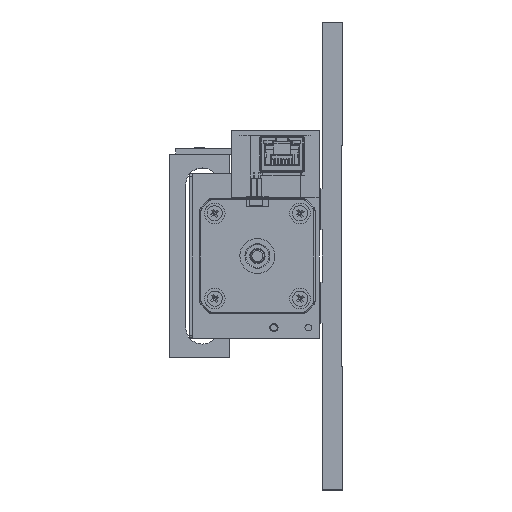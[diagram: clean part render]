
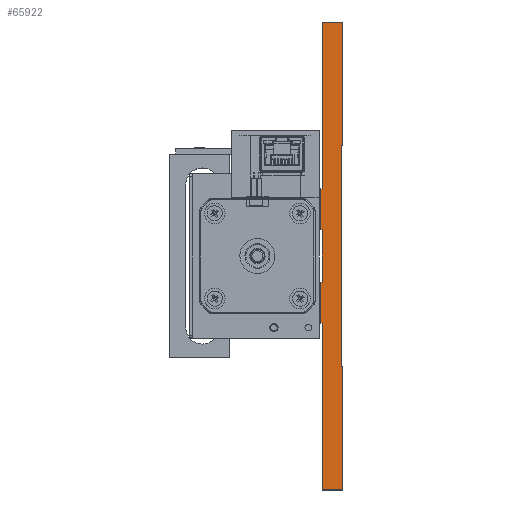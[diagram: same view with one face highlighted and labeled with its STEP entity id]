
A CAD part, left-side view. The second image highlights one B-rep face of the part: STEP entity #65922.
In plain terms, the highlighted face is planar.
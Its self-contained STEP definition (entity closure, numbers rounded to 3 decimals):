
#2846=PLANE('',#71495);
#6315=FACE_OUTER_BOUND('',#9978,.T.);
#9978=EDGE_LOOP('',(#56465,#56466,#56467,#56468,#56469,#56470,#56471,#56472,
#56473,#56474,#56475,#56476,#56477,#56478,#56479,#56480));
#16296=LINE('',#107215,#22785);
#16303=LINE('',#107233,#22792);
#16307=LINE('',#107242,#22796);
#16309=LINE('',#107248,#22798);
#16312=LINE('',#107253,#22801);
#16315=LINE('',#107260,#22804);
#16321=LINE('',#107274,#22810);
#16329=LINE('',#107291,#22818);
#16330=LINE('',#107294,#22819);
#16331=LINE('',#107296,#22820);
#16332=LINE('',#107298,#22821);
#16333=LINE('',#107300,#22822);
#16334=LINE('',#107302,#22823);
#16335=LINE('',#107303,#22824);
#16336=LINE('',#107304,#22825);
#16337=LINE('',#107305,#22826);
#22785=VECTOR('',#87696,10.);
#22792=VECTOR('',#87709,10.);
#22796=VECTOR('',#87715,10.);
#22798=VECTOR('',#87719,10.);
#22801=VECTOR('',#87724,10.);
#22804=VECTOR('',#87729,10.);
#22810=VECTOR('',#87739,10.);
#22818=VECTOR('',#87751,10.);
#22819=VECTOR('',#87754,10.);
#22820=VECTOR('',#87755,10.);
#22821=VECTOR('',#87756,10.);
#22822=VECTOR('',#87757,10.);
#22823=VECTOR('',#87758,10.);
#22824=VECTOR('',#87759,10.);
#22825=VECTOR('',#87760,10.);
#22826=VECTOR('',#87761,10.);
#30888=VERTEX_POINT('',#107209);
#30890=VERTEX_POINT('',#107213);
#30898=VERTEX_POINT('',#107231);
#30900=VERTEX_POINT('',#107236);
#30902=VERTEX_POINT('',#107240);
#30903=VERTEX_POINT('',#107244);
#30905=VERTEX_POINT('',#107247);
#30907=VERTEX_POINT('',#107256);
#30909=VERTEX_POINT('',#107259);
#30915=VERTEX_POINT('',#107273);
#30922=VERTEX_POINT('',#107289);
#30923=VERTEX_POINT('',#107293);
#30924=VERTEX_POINT('',#107295);
#30925=VERTEX_POINT('',#107297);
#30926=VERTEX_POINT('',#107299);
#30927=VERTEX_POINT('',#107301);
#39559=EDGE_CURVE('',#30888,#30890,#16296,.T.);
#39568=EDGE_CURVE('',#30890,#30898,#16303,.T.);
#39572=EDGE_CURVE('',#30900,#30902,#16307,.T.);
#39574=EDGE_CURVE('',#30905,#30903,#16309,.T.);
#39577=EDGE_CURVE('',#30902,#30905,#16312,.T.);
#39580=EDGE_CURVE('',#30909,#30907,#16315,.T.);
#39587=EDGE_CURVE('',#30915,#30909,#16321,.T.);
#39596=EDGE_CURVE('',#30898,#30922,#16329,.T.);
#39597=EDGE_CURVE('',#30923,#30922,#16330,.T.);
#39598=EDGE_CURVE('',#30923,#30924,#16331,.T.);
#39599=EDGE_CURVE('',#30924,#30925,#16332,.T.);
#39600=EDGE_CURVE('',#30925,#30926,#16333,.T.);
#39601=EDGE_CURVE('',#30927,#30926,#16334,.T.);
#39602=EDGE_CURVE('',#30915,#30927,#16335,.T.);
#39603=EDGE_CURVE('',#30907,#30900,#16336,.T.);
#39604=EDGE_CURVE('',#30903,#30888,#16337,.T.);
#56465=ORIENTED_EDGE('',*,*,#39559,.T.);
#56466=ORIENTED_EDGE('',*,*,#39568,.T.);
#56467=ORIENTED_EDGE('',*,*,#39596,.T.);
#56468=ORIENTED_EDGE('',*,*,#39597,.F.);
#56469=ORIENTED_EDGE('',*,*,#39598,.T.);
#56470=ORIENTED_EDGE('',*,*,#39599,.T.);
#56471=ORIENTED_EDGE('',*,*,#39600,.T.);
#56472=ORIENTED_EDGE('',*,*,#39601,.F.);
#56473=ORIENTED_EDGE('',*,*,#39602,.F.);
#56474=ORIENTED_EDGE('',*,*,#39587,.T.);
#56475=ORIENTED_EDGE('',*,*,#39580,.T.);
#56476=ORIENTED_EDGE('',*,*,#39603,.T.);
#56477=ORIENTED_EDGE('',*,*,#39572,.T.);
#56478=ORIENTED_EDGE('',*,*,#39577,.T.);
#56479=ORIENTED_EDGE('',*,*,#39574,.T.);
#56480=ORIENTED_EDGE('',*,*,#39604,.T.);
#65922=ADVANCED_FACE('',(#6315),#2846,.T.);
#71495=AXIS2_PLACEMENT_3D('',#107292,#87752,#87753);
#87696=DIRECTION('',(0.,-1.,0.));
#87709=DIRECTION('',(-1.,0.,0.));
#87715=DIRECTION('',(0.,-1.,0.));
#87719=DIRECTION('',(0.,1.,0.));
#87724=DIRECTION('',(-1.,0.,0.));
#87729=DIRECTION('',(0.,1.,0.));
#87739=DIRECTION('',(-1.,0.,0.));
#87751=DIRECTION('',(0.,-1.,0.));
#87752=DIRECTION('center_axis',(0.,0.,
1.));
#87753=DIRECTION('ref_axis',(-1.,0.,0.));
#87754=DIRECTION('',(-1.,0.,0.));
#87755=DIRECTION('',(0.,1.,0.));
#87756=DIRECTION('',(1.,0.,0.));
#87757=DIRECTION('',(0.,-1.,0.));
#87758=DIRECTION('',(-1.,0.,0.));
#87759=DIRECTION('',(0.,-1.,0.));
#87760=DIRECTION('',(-1.,0.,0.));
#87761=DIRECTION('',(-1.,0.,0.));
#107209=CARTESIAN_POINT('',(-60.118,29.278,232.272));
#107213=CARTESIAN_POINT('',(-60.118,28.778,232.272));
#107215=CARTESIAN_POINT('',(-60.118,29.278,232.272));
#107231=CARTESIAN_POINT('',(-120.618,28.778,232.272));
#107233=CARTESIAN_POINT('',(-20.493,28.778,232.272));
#107236=CARTESIAN_POINT('',(-26.118,29.278,232.272));
#107240=CARTESIAN_POINT('',(-26.118,28.778,232.272));
#107242=CARTESIAN_POINT('',(-26.118,29.278,232.272));
#107244=CARTESIAN_POINT('',(-45.118,29.278,232.272));
#107247=CARTESIAN_POINT('',(-45.118,28.778,232.272));
#107248=CARTESIAN_POINT('',(-45.118,29.278,232.272));
#107253=CARTESIAN_POINT('',(6.882,28.778,232.272));
#107256=CARTESIAN_POINT('',(-11.118,29.278,232.272));
#107259=CARTESIAN_POINT('',(-11.118,28.778,232.272));
#107260=CARTESIAN_POINT('',(-11.118,29.278,232.272));
#107273=CARTESIAN_POINT('',(49.382,28.778,232.272));
#107274=CARTESIAN_POINT('',(34.257,28.778,232.272));
#107289=CARTESIAN_POINT('',(-120.618,21.278,232.272));
#107291=CARTESIAN_POINT('',(-120.618,29.278,232.272));
#107292=CARTESIAN_POINT('Origin',(49.382,29.278,232.272));
#107293=CARTESIAN_POINT('',(-75.618,21.278,232.272));
#107294=CARTESIAN_POINT('',(49.382,21.278,232.272));
#107295=CARTESIAN_POINT('',(-75.618,21.778,232.272));
#107296=CARTESIAN_POINT('',(-75.618,25.278,232.272));
#107297=CARTESIAN_POINT('',(4.382,21.778,232.272));
#107298=CARTESIAN_POINT('',(6.882,21.778,232.272));
#107299=CARTESIAN_POINT('',(4.382,21.278,232.272));
#107300=CARTESIAN_POINT('',(4.382,25.278,232.272));
#107301=CARTESIAN_POINT('',(49.382,21.278,232.272));
#107302=CARTESIAN_POINT('',(49.382,21.278,232.272));
#107303=CARTESIAN_POINT('',(49.382,29.278,232.272));
#107304=CARTESIAN_POINT('',(49.382,29.278,232.272));
#107305=CARTESIAN_POINT('',(49.382,29.278,232.272));
